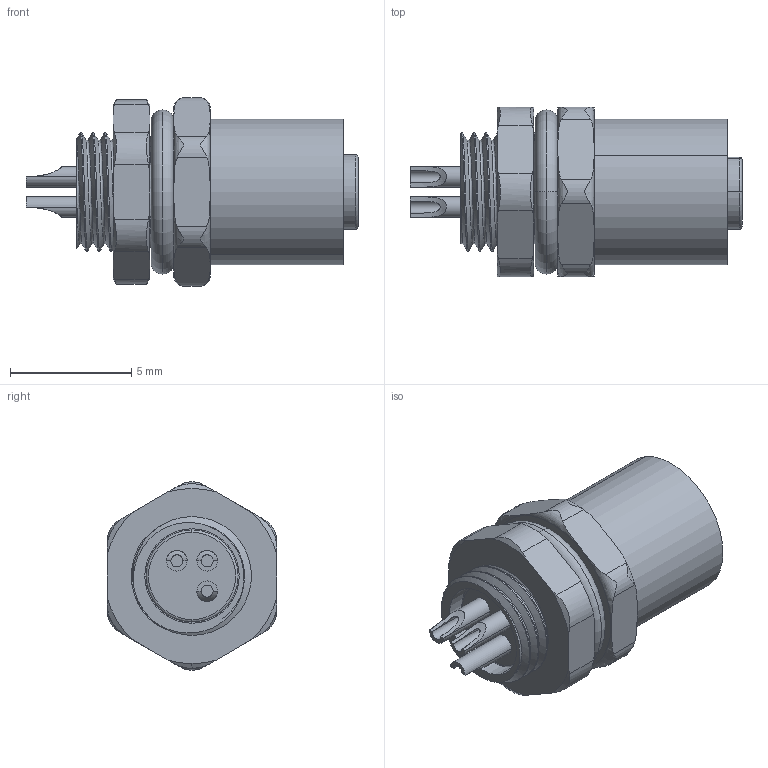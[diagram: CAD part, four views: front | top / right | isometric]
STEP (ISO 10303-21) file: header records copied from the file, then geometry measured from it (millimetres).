
FILE_DESCRIPTION (( 'STEP AP203' ), '1' );
FILE_NAME ('54-00102.STEP', '2025-03-24T22:30:23', ( '' ), ( '' ), 'SwSTEP 2.0', 'SolidWorks 2021', '' );
FILE_SCHEMA (( 'CONFIG_CONTROL_DESIGN' ));
Length unit declared in the file: millimetre
Products named in the file (8): M5Female_socket; M5F3P_short; M5_oring_small; M5Female_panel mount threads; M5_oring_large; M5nut; 54-00102
Assembly tree (9 placements, depth 3):
  54-00102
    M5Female_panel mount threads
    M5nut
    M5_oring_large
    M5_oring_small
    M5F3P_short
      M5F3P_short
      M5Female_socket  x3
Bounding box: 13.7 x 7 x 7.77 mm (x, y, z)
Volume: 283.1 mm3; surface area: 1045.8 mm2
Topology: 8 solids, 8 shells, 232 faces, 588 edges, 380 vertices
Faces by surface type: cylinder 113, plane 57, cone 26, torus 24, bspline 12
Entity records: 11601 total; most frequent: CARTESIAN_POINT 6454, ORIENTED_EDGE 978, DIRECTION 812, EDGE_CURVE 489, AXIS2_PLACEMENT_3D 337, VERTEX_POINT 318, EDGE_LOOP 207, FACE_OUTER_BOUND 188
